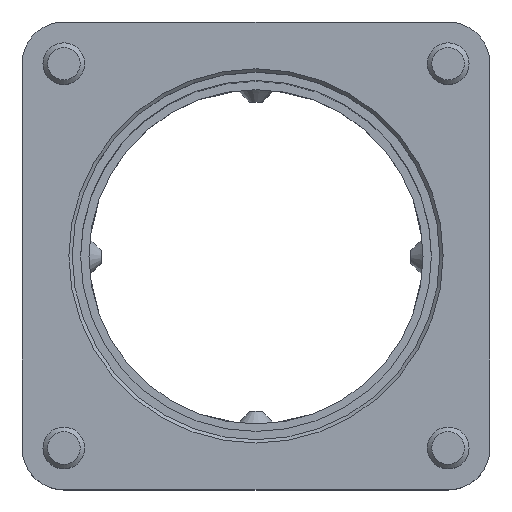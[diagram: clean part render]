
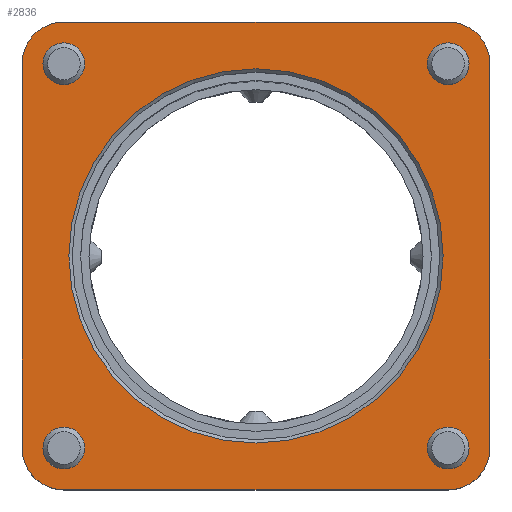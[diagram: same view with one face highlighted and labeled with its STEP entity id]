
A CAD part, top view. The second image highlights one B-rep face of the part: STEP entity #2836.
In plain terms, the highlighted planar face has unit normal (0, 0, 1).
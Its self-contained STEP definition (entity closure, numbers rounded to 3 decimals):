
#104=FACE_BOUND('',#589,.T.);
#105=FACE_BOUND('',#590,.T.);
#106=FACE_BOUND('',#591,.T.);
#107=FACE_BOUND('',#592,.T.);
#108=FACE_BOUND('',#593,.T.);
#159=CIRCLE('',#2907,1.25);
#160=CIRCLE('',#2908,1.25);
#186=CIRCLE('',#2948,1.25);
#187=CIRCLE('',#2949,1.25);
#197=CIRCLE('',#2972,1.25);
#231=CIRCLE('',#3067,1.25);
#232=CIRCLE('',#3068,1.25);
#250=CIRCLE('',#3104,11.2);
#255=CIRCLE('',#3111,2.5);
#256=CIRCLE('',#3112,2.5);
#257=CIRCLE('',#3113,2.5);
#258=CIRCLE('',#3114,2.5);
#421=FACE_OUTER_BOUND('',#588,.T.);
#588=EDGE_LOOP('',(#2306,#2307,#2308,#2309,#2310,#2311,#2312,#2313));
#589=EDGE_LOOP('',(#2314,#2315));
#590=EDGE_LOOP('',(#2316,#2317));
#591=EDGE_LOOP('',(#2318));
#592=EDGE_LOOP('',(#2319,#2320));
#593=EDGE_LOOP('',(#2321));
#795=LINE('',#4836,#992);
#796=LINE('',#4840,#993);
#797=LINE('',#4844,#994);
#798=LINE('',#4848,#995);
#992=VECTOR('',#3770,10.);
#993=VECTOR('',#3773,10.);
#994=VECTOR('',#3776,10.);
#995=VECTOR('',#3779,10.);
#1040=VERTEX_POINT('',#3952);
#1041=VERTEX_POINT('',#3954);
#1088=VERTEX_POINT('',#4086);
#1089=VERTEX_POINT('',#4088);
#1112=VERTEX_POINT('',#4171);
#1220=VERTEX_POINT('',#4693);
#1221=VERTEX_POINT('',#4695);
#1260=VERTEX_POINT('',#4820);
#1265=VERTEX_POINT('',#4834);
#1266=VERTEX_POINT('',#4835);
#1267=VERTEX_POINT('',#4837);
#1268=VERTEX_POINT('',#4839);
#1269=VERTEX_POINT('',#4841);
#1270=VERTEX_POINT('',#4843);
#1271=VERTEX_POINT('',#4845);
#1272=VERTEX_POINT('',#4847);
#1323=EDGE_CURVE('',#1041,#1040,#159,.T.);
#1324=EDGE_CURVE('',#1040,#1041,#160,.T.);
#1381=EDGE_CURVE('',#1089,#1088,#186,.T.);
#1382=EDGE_CURVE('',#1088,#1089,#187,.T.);
#1415=EDGE_CURVE('',#1112,#1112,#197,.T.);
#1569=EDGE_CURVE('',#1221,#1220,#231,.T.);
#1570=EDGE_CURVE('',#1220,#1221,#232,.T.);
#1623=EDGE_CURVE('',#1260,#1260,#250,.T.);
#1630=EDGE_CURVE('',#1265,#1266,#795,.T.);
#1631=EDGE_CURVE('',#1266,#1267,#255,.T.);
#1632=EDGE_CURVE('',#1267,#1268,#796,.T.);
#1633=EDGE_CURVE('',#1268,#1269,#256,.T.);
#1634=EDGE_CURVE('',#1269,#1270,#797,.T.);
#1635=EDGE_CURVE('',#1270,#1271,#257,.T.);
#1636=EDGE_CURVE('',#1271,#1272,#798,.T.);
#1637=EDGE_CURVE('',#1272,#1265,#258,.T.);
#2306=ORIENTED_EDGE('',*,*,#1630,.T.);
#2307=ORIENTED_EDGE('',*,*,#1631,.T.);
#2308=ORIENTED_EDGE('',*,*,#1632,.T.);
#2309=ORIENTED_EDGE('',*,*,#1633,.T.);
#2310=ORIENTED_EDGE('',*,*,#1634,.T.);
#2311=ORIENTED_EDGE('',*,*,#1635,.T.);
#2312=ORIENTED_EDGE('',*,*,#1636,.T.);
#2313=ORIENTED_EDGE('',*,*,#1637,.T.);
#2314=ORIENTED_EDGE('',*,*,#1569,.T.);
#2315=ORIENTED_EDGE('',*,*,#1570,.T.);
#2316=ORIENTED_EDGE('',*,*,#1381,.T.);
#2317=ORIENTED_EDGE('',*,*,#1382,.T.);
#2318=ORIENTED_EDGE('',*,*,#1415,.T.);
#2319=ORIENTED_EDGE('',*,*,#1323,.T.);
#2320=ORIENTED_EDGE('',*,*,#1324,.T.);
#2321=ORIENTED_EDGE('',*,*,#1623,.F.);
#2554=PLANE('',#3110);
#2836=ADVANCED_FACE('',(#421,#104,#105,#106,#107,#108),#2554,.T.);
#2907=AXIS2_PLACEMENT_3D('',#3955,#3212,#3213);
#2908=AXIS2_PLACEMENT_3D('',#3956,#3214,#3215);
#2948=AXIS2_PLACEMENT_3D('',#4089,#3318,#3319);
#2949=AXIS2_PLACEMENT_3D('',#4090,#3320,#3321);
#2972=AXIS2_PLACEMENT_3D('',#4173,#3382,#3383);
#3067=AXIS2_PLACEMENT_3D('',#4696,#3652,#3653);
#3068=AXIS2_PLACEMENT_3D('',#4697,#3654,#3655);
#3104=AXIS2_PLACEMENT_3D('',#4821,#3754,#3755);
#3110=AXIS2_PLACEMENT_3D('',#4833,#3768,#3769);
#3111=AXIS2_PLACEMENT_3D('',#4838,#3771,#3772);
#3112=AXIS2_PLACEMENT_3D('',#4842,#3774,#3775);
#3113=AXIS2_PLACEMENT_3D('',#4846,#3777,#3778);
#3114=AXIS2_PLACEMENT_3D('',#4849,#3780,#3781);
#3212=DIRECTION('center_axis',(0.,0.,-1.));
#3213=DIRECTION('ref_axis',(-1.,0.,0.));
#3214=DIRECTION('center_axis',(0.,0.,-1.));
#3215=DIRECTION('ref_axis',(-1.,0.,0.));
#3318=DIRECTION('center_axis',(0.,0.,-1.));
#3319=DIRECTION('ref_axis',(-1.,0.,0.));
#3320=DIRECTION('center_axis',(0.,0.,-1.));
#3321=DIRECTION('ref_axis',(-1.,0.,0.));
#3382=DIRECTION('center_axis',(0.,0.,-1.));
#3383=DIRECTION('ref_axis',(-1.,0.,0.));
#3652=DIRECTION('center_axis',(0.,0.,-1.));
#3653=DIRECTION('ref_axis',(-1.,0.,0.));
#3654=DIRECTION('center_axis',(0.,0.,-1.));
#3655=DIRECTION('ref_axis',(-1.,0.,0.));
#3754=DIRECTION('center_axis',(0.,0.,1.));
#3755=DIRECTION('ref_axis',(0.,1.,0.));
#3768=DIRECTION('center_axis',(0.,0.,1.));
#3769=DIRECTION('ref_axis',(1.,0.,0.));
#3770=DIRECTION('',(1.,0.,0.));
#3771=DIRECTION('center_axis',(0.,0.,1.));
#3772=DIRECTION('ref_axis',(0.,-1.,0.));
#3773=DIRECTION('',(0.,1.,0.));
#3774=DIRECTION('center_axis',(0.,0.,1.));
#3775=DIRECTION('ref_axis',(1.,0.,0.));
#3776=DIRECTION('',(-1.,0.,0.));
#3777=DIRECTION('center_axis',(0.,0.,1.));
#3778=DIRECTION('ref_axis',(0.,1.,0.));
#3779=DIRECTION('',(0.,-1.,0.));
#3780=DIRECTION('center_axis',(0.,0.,1.));
#3781=DIRECTION('ref_axis',(-1.,0.,0.));
#3952=CARTESIAN_POINT('',(12.75,-11.5,35.));
#3954=CARTESIAN_POINT('',(10.25,-11.5,35.));
#3955=CARTESIAN_POINT('Origin',(11.5,-11.5,35.));
#3956=CARTESIAN_POINT('Origin',(11.5,-11.5,35.));
#4086=CARTESIAN_POINT('',(11.5,12.75,35.));
#4088=CARTESIAN_POINT('',(10.25,11.5,35.));
#4089=CARTESIAN_POINT('Origin',(11.5,11.5,35.));
#4090=CARTESIAN_POINT('Origin',(11.5,11.5,35.));
#4171=CARTESIAN_POINT('',(-12.75,11.5,35.));
#4173=CARTESIAN_POINT('Origin',(-11.5,11.5,35.));
#4693=CARTESIAN_POINT('',(-11.5,-12.75,35.));
#4695=CARTESIAN_POINT('',(-12.75,-11.5,35.));
#4696=CARTESIAN_POINT('Origin',(-11.5,-11.5,35.));
#4697=CARTESIAN_POINT('Origin',(-11.5,-11.5,35.));
#4820=CARTESIAN_POINT('',(0.,-11.2,35.));
#4821=CARTESIAN_POINT('Origin',(0.,0.,35.));
#4833=CARTESIAN_POINT('Origin',(0.,0.,35.));
#4834=CARTESIAN_POINT('',(-11.5,-14.,35.));
#4835=CARTESIAN_POINT('',(11.5,-14.,35.));
#4836=CARTESIAN_POINT('',(-11.5,-14.,35.));
#4837=CARTESIAN_POINT('',(14.,-11.5,35.));
#4838=CARTESIAN_POINT('Origin',(11.5,-11.5,35.));
#4839=CARTESIAN_POINT('',(14.,11.5,35.));
#4840=CARTESIAN_POINT('',(14.,-11.5,35.));
#4841=CARTESIAN_POINT('',(11.5,14.,35.));
#4842=CARTESIAN_POINT('Origin',(11.5,11.5,35.));
#4843=CARTESIAN_POINT('',(-11.5,14.,35.));
#4844=CARTESIAN_POINT('',(11.5,14.,35.));
#4845=CARTESIAN_POINT('',(-14.,11.5,35.));
#4846=CARTESIAN_POINT('Origin',(-11.5,11.5,35.));
#4847=CARTESIAN_POINT('',(-14.,-11.5,35.));
#4848=CARTESIAN_POINT('',(-14.,11.5,35.));
#4849=CARTESIAN_POINT('Origin',(-11.5,-11.5,35.));
